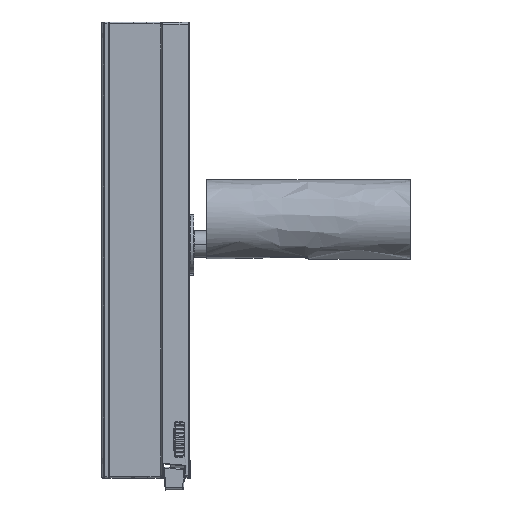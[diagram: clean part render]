
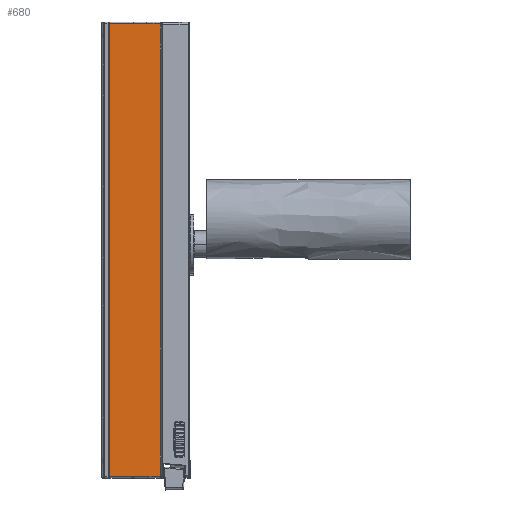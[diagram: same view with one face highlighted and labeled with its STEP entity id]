
A CAD part, top view. The second image highlights one B-rep face of the part: STEP entity #680.
In plain terms, the highlighted planar face has unit normal (0, 0, 1).
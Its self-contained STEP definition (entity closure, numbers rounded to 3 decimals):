
#680=ADVANCED_FACE('',(#1342),#11777,.T.);
#1342=FACE_OUTER_BOUND('',#2020,.T.);
#2020=EDGE_LOOP('',(#3930,#3931,#3932,#3933,#3934,#3935,#3936,#3937,#3938,
#3939,#3940,#3941,#3942,#3943));
#3930=ORIENTED_EDGE('',*,*,#6802,.T.);
#3931=ORIENTED_EDGE('',*,*,#7626,.T.);
#3932=ORIENTED_EDGE('',*,*,#6804,.F.);
#3933=ORIENTED_EDGE('',*,*,#7632,.T.);
#3934=ORIENTED_EDGE('',*,*,#6924,.F.);
#3935=ORIENTED_EDGE('',*,*,#6919,.T.);
#3936=ORIENTED_EDGE('',*,*,#6922,.F.);
#3937=ORIENTED_EDGE('',*,*,#7634,.F.);
#3938=ORIENTED_EDGE('',*,*,#6882,.F.);
#3939=ORIENTED_EDGE('',*,*,#6863,.T.);
#3940=ORIENTED_EDGE('',*,*,#6881,.F.);
#3941=ORIENTED_EDGE('',*,*,#6934,.F.);
#3942=ORIENTED_EDGE('',*,*,#6791,.T.);
#3943=ORIENTED_EDGE('',*,*,#7622,.T.);
#6791=EDGE_CURVE('',#10958,#10959,#8388,.T.);
#6802=EDGE_CURVE('',#10976,#10977,#8399,.T.);
#6804=EDGE_CURVE('',#10978,#10979,#8401,.T.);
#6863=EDGE_CURVE('',#11031,#11032,#8460,.T.);
#6881=EDGE_CURVE('',#11059,#11032,#8476,.T.);
#6882=EDGE_CURVE('',#11031,#11060,#8477,.T.);
#6919=EDGE_CURVE('',#11088,#11087,#8513,.T.);
#6922=EDGE_CURVE('',#11089,#11087,#8515,.T.);
#6924=EDGE_CURVE('',#11088,#11091,#8517,.T.);
#6934=EDGE_CURVE('',#10958,#11059,#8526,.T.);
#7622=EDGE_CURVE('',#10959,#10976,#9029,.T.);
#7626=EDGE_CURVE('',#10977,#10979,#9031,.T.);
#7632=EDGE_CURVE('',#10978,#11091,#9034,.T.);
#7634=EDGE_CURVE('',#11060,#11089,#9036,.T.);
#8388=B_SPLINE_CURVE_WITH_KNOTS('',1,(#37500,#37501),.UNSPECIFIED.,.F.,
 .F.,(2,2),(-16.592,0.),.UNSPECIFIED.);
#8399=B_SPLINE_CURVE_WITH_KNOTS('',1,(#37540,#37541),.UNSPECIFIED.,.F.,
 .F.,(2,2),(-2.,0.),.UNSPECIFIED.);
#8401=B_SPLINE_CURVE_WITH_KNOTS('',1,(#37544,#37545),.UNSPECIFIED.,.F.,
 .F.,(2,2),(0.,7.7),.UNSPECIFIED.);
#8460=B_SPLINE_CURVE_WITH_KNOTS('',1,(#37785,#37786),.UNSPECIFIED.,.F.,
 .F.,(2,2),(0.,6.49),.UNSPECIFIED.);
#8476=B_SPLINE_CURVE_WITH_KNOTS('',1,(#37833,#37834),.UNSPECIFIED.,.F.,
 .F.,(2,2),(-1.,0.),.UNSPECIFIED.);
#8477=B_SPLINE_CURVE_WITH_KNOTS('',1,(#37835,#37836),.UNSPECIFIED.,.F.,
 .F.,(2,2),(-1.,0.),.UNSPECIFIED.);
#8513=B_SPLINE_CURVE_WITH_KNOTS('',1,(#37950,#37951),.UNSPECIFIED.,.F.,
 .F.,(2,2),(0.,6.709),.UNSPECIFIED.);
#8515=B_SPLINE_CURVE_WITH_KNOTS('',1,(#37957,#37958),.UNSPECIFIED.,.F.,
 .F.,(2,2),(-1.,0.),.UNSPECIFIED.);
#8517=B_SPLINE_CURVE_WITH_KNOTS('',1,(#37961,#37962),.UNSPECIFIED.,.F.,
 .F.,(2,2),(-1.,0.),.UNSPECIFIED.);
#8526=B_SPLINE_CURVE_WITH_KNOTS('',1,(#37994,#37995),.UNSPECIFIED.,.F.,
 .F.,(2,2),(127.446,127.835),.UNSPECIFIED.);
#9029=B_SPLINE_CURVE_WITH_KNOTS('',1,(#41240,#41241),.UNSPECIFIED.,.F.,
 .F.,(2,2),(0.,1.),.UNSPECIFIED.);
#9031=B_SPLINE_CURVE_WITH_KNOTS('',1,(#41250,#41251),.UNSPECIFIED.,.F.,
 .F.,(2,2),(0.,1.),.UNSPECIFIED.);
#9034=B_SPLINE_CURVE_WITH_KNOTS('',1,(#41265,#41266),.UNSPECIFIED.,.F.,
 .F.,(2,2),(0.,1.),.UNSPECIFIED.);
#9036=B_SPLINE_CURVE_WITH_KNOTS('',1,(#41269,#41270),.UNSPECIFIED.,.F.,
 .F.,(2,2),(-1.,0.),.UNSPECIFIED.);
#10958=VERTEX_POINT('',#36866);
#10959=VERTEX_POINT('',#36867);
#10976=VERTEX_POINT('',#36884);
#10977=VERTEX_POINT('',#36885);
#10978=VERTEX_POINT('',#36886);
#10979=VERTEX_POINT('',#36887);
#11031=VERTEX_POINT('',#36939);
#11032=VERTEX_POINT('',#36940);
#11059=VERTEX_POINT('',#36967);
#11060=VERTEX_POINT('',#36968);
#11087=VERTEX_POINT('',#36995);
#11088=VERTEX_POINT('',#36996);
#11089=VERTEX_POINT('',#36997);
#11091=VERTEX_POINT('',#36999);
#11777=PLANE('',#12473);
#12473=AXIS2_PLACEMENT_3D('',#30056,#12613,$);
#12613=DIRECTION('',(0.,0.,1.));
#30056=CARTESIAN_POINT('',(-74.289,114.114,34.326));
#36866=CARTESIAN_POINT('',(-48.119,-107.223,34.326));
#36867=CARTESIAN_POINT('',(-48.119,-90.631,34.326));
#36884=CARTESIAN_POINT('',(-48.119,98.614,34.326));
#36885=CARTESIAN_POINT('',(-48.119,100.614,34.326));
#36886=CARTESIAN_POINT('',(-48.119,109.314,34.326));
#36887=CARTESIAN_POINT('',(-48.119,101.614,34.326));
#36939=CARTESIAN_POINT('',(-61.151,-117.795,34.326));
#36940=CARTESIAN_POINT('',(-54.443,-117.795,34.326));
#36967=CARTESIAN_POINT('',(-48.119,-117.795,34.326));
#36968=CARTESIAN_POINT('',(-74.03,-117.795,34.326));
#36995=CARTESIAN_POINT('',(-61.808,111.818,34.326));
#36996=CARTESIAN_POINT('',(-55.099,111.818,34.326));
#36997=CARTESIAN_POINT('',(-74.03,111.818,34.326));
#36999=CARTESIAN_POINT('',(-48.119,111.818,34.326));
#37500=CARTESIAN_POINT('',(-48.119,-107.223,34.326));
#37501=CARTESIAN_POINT('',(-48.119,-90.631,34.326));
#37540=CARTESIAN_POINT('',(-48.119,98.614,34.326));
#37541=CARTESIAN_POINT('',(-48.119,100.614,34.326));
#37544=CARTESIAN_POINT('',(-48.119,109.314,34.326));
#37545=CARTESIAN_POINT('',(-48.119,101.614,34.326));
#37785=CARTESIAN_POINT('',(-61.151,-117.795,34.326));
#37786=CARTESIAN_POINT('',(-54.443,-117.795,34.326));
#37833=CARTESIAN_POINT('',(-48.119,-117.795,34.326));
#37834=CARTESIAN_POINT('',(-54.443,-117.795,34.326));
#37835=CARTESIAN_POINT('',(-61.151,-117.795,34.326));
#37836=CARTESIAN_POINT('',(-74.03,-117.795,34.326));
#37950=CARTESIAN_POINT('',(-55.099,111.818,34.326));
#37951=CARTESIAN_POINT('',(-61.808,111.818,34.326));
#37957=CARTESIAN_POINT('',(-74.03,111.818,34.326));
#37958=CARTESIAN_POINT('',(-61.808,111.818,34.326));
#37961=CARTESIAN_POINT('',(-55.099,111.818,34.326));
#37962=CARTESIAN_POINT('',(-48.119,111.818,34.326));
#37994=CARTESIAN_POINT('',(-48.119,-107.223,34.326));
#37995=CARTESIAN_POINT('',(-48.119,-117.795,34.326));
#41240=CARTESIAN_POINT('',(-48.119,-90.631,34.326));
#41241=CARTESIAN_POINT('',(-48.119,98.614,34.326));
#41250=CARTESIAN_POINT('',(-48.119,100.614,34.326));
#41251=CARTESIAN_POINT('',(-48.119,101.614,34.326));
#41265=CARTESIAN_POINT('',(-48.119,109.314,34.326));
#41266=CARTESIAN_POINT('',(-48.119,111.818,34.326));
#41269=CARTESIAN_POINT('',(-74.03,-117.795,34.326));
#41270=CARTESIAN_POINT('',(-74.03,111.818,34.326));
